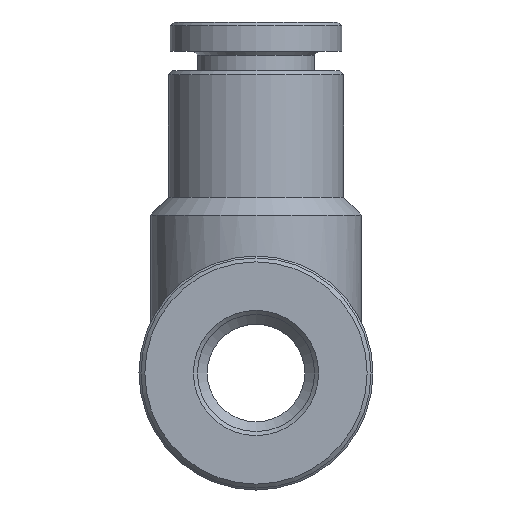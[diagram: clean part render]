
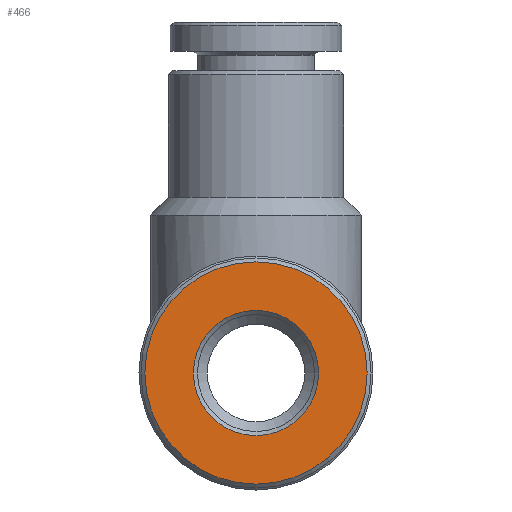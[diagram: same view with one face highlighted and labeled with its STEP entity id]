
A CAD part, left-side view. The second image highlights one B-rep face of the part: STEP entity #466.
In plain terms, the highlighted planar face has unit normal (-1, 0, 0).
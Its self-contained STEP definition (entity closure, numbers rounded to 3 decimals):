
#38=PLANE('',#528);
#57=ORIENTED_EDGE('',*,*,#147,.F.);
#58=ORIENTED_EDGE('',*,*,#148,.F.);
#147=EDGE_CURVE('',#192,#192,#234,.T.);
#148=EDGE_CURVE('',#193,#193,#235,.F.);
#192=VERTEX_POINT('',#816);
#193=VERTEX_POINT('',#818);
#234=CIRCLE('',#529,5.7);
#235=CIRCLE('',#530,3.212);
#278=EDGE_LOOP('',(#57));
#279=EDGE_LOOP('',(#58));
#366=FACE_BOUND('',#278,.T.);
#367=FACE_BOUND('',#279,.T.);
#466=ADVANCED_FACE('',(#366,#367),#38,.F.);
#528=AXIS2_PLACEMENT_3D('',#814,#625,#626);
#529=AXIS2_PLACEMENT_3D('',#815,#627,#628);
#530=AXIS2_PLACEMENT_3D('',#817,#629,#630);
#625=DIRECTION('',(1.,0.,0.));
#626=DIRECTION('',(0.,0.,-1.));
#627=DIRECTION('',(1.,0.,0.));
#628=DIRECTION('',(0.,0.,-1.));
#629=DIRECTION('',(1.,0.,0.));
#630=DIRECTION('',(0.,0.,-1.));
#814=CARTESIAN_POINT('',(-20.,0.,0.));
#815=CARTESIAN_POINT('',(-20.,0.,0.));
#816=CARTESIAN_POINT('',(-20.,0.,-5.7));
#817=CARTESIAN_POINT('',(-20.,0.,0.));
#818=CARTESIAN_POINT('',(-20.,0.,-3.212));
